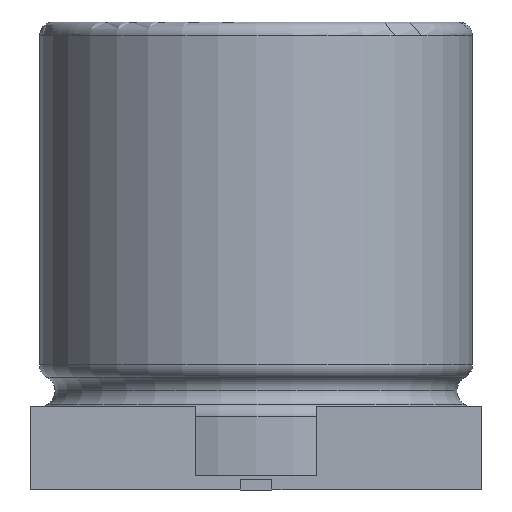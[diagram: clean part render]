
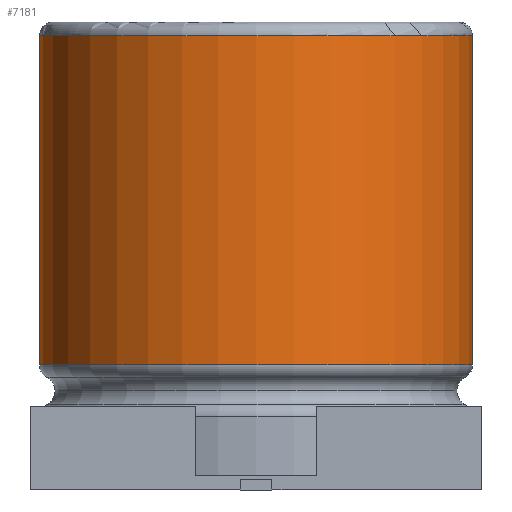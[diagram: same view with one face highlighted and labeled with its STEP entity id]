
A CAD part, front view. The second image highlights one B-rep face of the part: STEP entity #7181.
In plain terms, the highlighted cylindrical face has radius 6.25 mm (diameter 12.5 mm), a partial arc.
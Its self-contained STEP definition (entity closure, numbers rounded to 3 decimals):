
#165 = LINE ( 'NONE', #12437, #3509 ) ;
#204 = AXIS2_PLACEMENT_3D ( 'NONE', #1062, #6257, #2058 ) ;
#755 = VERTEX_POINT ( 'NONE', #1332 ) ;
#820 = LINE ( 'NONE', #4678, #4793 ) ;
#936 = EDGE_CURVE ( 'NONE', #7562, #755, #165, .T. ) ;
#1062 = CARTESIAN_POINT ( 'NONE',  ( 0., 0., 13.5 ) ) ;
#1332 = CARTESIAN_POINT ( 'NONE',  ( -6.25, 0., 3.6 ) ) ;
#1349 = DIRECTION ( 'NONE',  ( -1., 0., 0. ) ) ;
#1513 = AXIS2_PLACEMENT_3D ( 'NONE', #4001, #8891, #11091 ) ;
#2058 = DIRECTION ( 'NONE',  ( -1., 0., 0. ) ) ;
#2168 = ORIENTED_EDGE ( 'NONE', *, *, #936, .T. ) ;
#2244 = CARTESIAN_POINT ( 'NONE',  ( 6.25, 0., 13.1 ) ) ;
#2366 = ORIENTED_EDGE ( 'NONE', *, *, #10072, .F. ) ;
#3509 = VECTOR ( 'NONE', #8472, 1000. ) ;
#3562 = CARTESIAN_POINT ( 'NONE',  ( 0., 0., 3.6 ) ) ;
#3966 = EDGE_CURVE ( 'NONE', #755, #12930, #9841, .T. ) ;
#4001 = CARTESIAN_POINT ( 'NONE',  ( 0., 0., 13.1 ) ) ;
#4617 = CARTESIAN_POINT ( 'NONE',  ( -6.25, 0., 13.1 ) ) ;
#4678 = CARTESIAN_POINT ( 'NONE',  ( 6.25, 0., 13.5 ) ) ;
#4793 = VECTOR ( 'NONE', #4872, 1000. ) ;
#4872 = DIRECTION ( 'NONE',  ( 0., 0., -1. ) ) ;
#5421 = ORIENTED_EDGE ( 'NONE', *, *, #7371, .T. ) ;
#5518 = AXIS2_PLACEMENT_3D ( 'NONE', #3562, #11862, #1349 ) ;
#5818 = CIRCLE ( 'NONE', #1513, 6.25 ) ;
#6257 = DIRECTION ( 'NONE',  ( 0., 0., -1. ) ) ;
#7181 = ADVANCED_FACE ( 'NONE', ( #9346 ), #12449, .T. ) ;
#7371 = EDGE_CURVE ( 'NONE', #11130, #7562, #5818, .T. ) ;
#7562 = VERTEX_POINT ( 'NONE', #4617 ) ;
#8472 = DIRECTION ( 'NONE',  ( 0., 0., -1. ) ) ;
#8475 = ORIENTED_EDGE ( 'NONE', *, *, #3966, .T. ) ;
#8891 = DIRECTION ( 'NONE',  ( 0., 0., -1. ) ) ;
#9346 = FACE_OUTER_BOUND ( 'NONE', #13040, .T. ) ;
#9348 = CARTESIAN_POINT ( 'NONE',  ( 6.25, 0., 3.6 ) ) ;
#9841 = CIRCLE ( 'NONE', #5518, 6.25 ) ;
#10072 = EDGE_CURVE ( 'NONE', #11130, #12930, #820, .T. ) ;
#11091 = DIRECTION ( 'NONE',  ( 1., 0., 0. ) ) ;
#11130 = VERTEX_POINT ( 'NONE', #2244 ) ;
#11862 = DIRECTION ( 'NONE',  ( 0., 0., 1. ) ) ;
#12437 = CARTESIAN_POINT ( 'NONE',  ( -6.25, 0., 13.5 ) ) ;
#12449 = CYLINDRICAL_SURFACE ( 'NONE', #204, 6.25 ) ;
#12930 = VERTEX_POINT ( 'NONE', #9348 ) ;
#13040 = EDGE_LOOP ( 'NONE', ( #2366, #5421, #2168, #8475 ) ) ;
